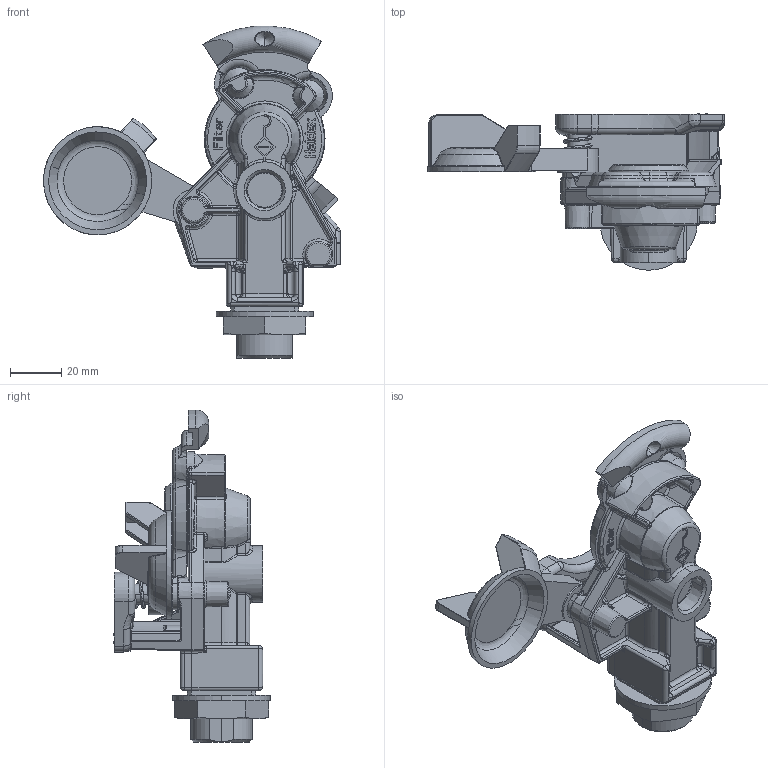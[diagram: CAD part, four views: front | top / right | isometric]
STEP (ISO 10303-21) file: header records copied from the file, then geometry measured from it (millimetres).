
FILE_DESCRIPTION((''),'2;1');
FILE_NAME('334_085_211_ASM','2023-05-22T10:41:32',('HolderM'),('Haldex Brake Products'),'CREO PARAMETRIC BY PTC INC, 2018500','CREO PARAMETRIC BY PTC INC, 2018500','');
FILE_SCHEMA(('AUTOMOTIVE_DESIGN { 1 0 10303 214 1 1 1 1 }'));
Products named in the file (13): 011_1775_29; 029_0101_09; 014_1038_09; 051_0534_09; 025_5100_09; 058_0179_09; 027_0496_09; 021_0130_09; 014_1287_09; 051_5146_09; 014_7307_09; 053_0095_09; 334_085_211_ASM
Assembly tree (14 placements, depth 2):
  334_085_211_ASM
    011_1775_29
    029_0101_09
    014_1038_09
    051_0534_09  x2
    025_5100_09
    058_0179_09
    027_0496_09
    021_0130_09
    014_1287_09
    051_5146_09  x2
    014_7307_09
    053_0095_09
Bounding box: 115.3 x 60.72 x 128.96 mm (x, y, z)
Volume: 80322.9 mm3; surface area: 65988 mm2
Topology: 14 solids, 21 shells, 2534 faces, 6262 edges, 3783 vertices
Faces by surface type: plane 868, cylinder 559, bspline 471, torus 341, cone 178, sphere 117
Entity records: 120384 total; most frequent: CARTESIAN_POINT 37899, ORIENTED_EDGE 11958, DIRECTION 11817, PRESENTATION_STYLE_ASSIGNMENT 6266, STYLED_ITEM 6185, CURVE_STYLE 6172, EDGE_CURVE 5990, AXIS2_PLACEMENT_3D 4430
